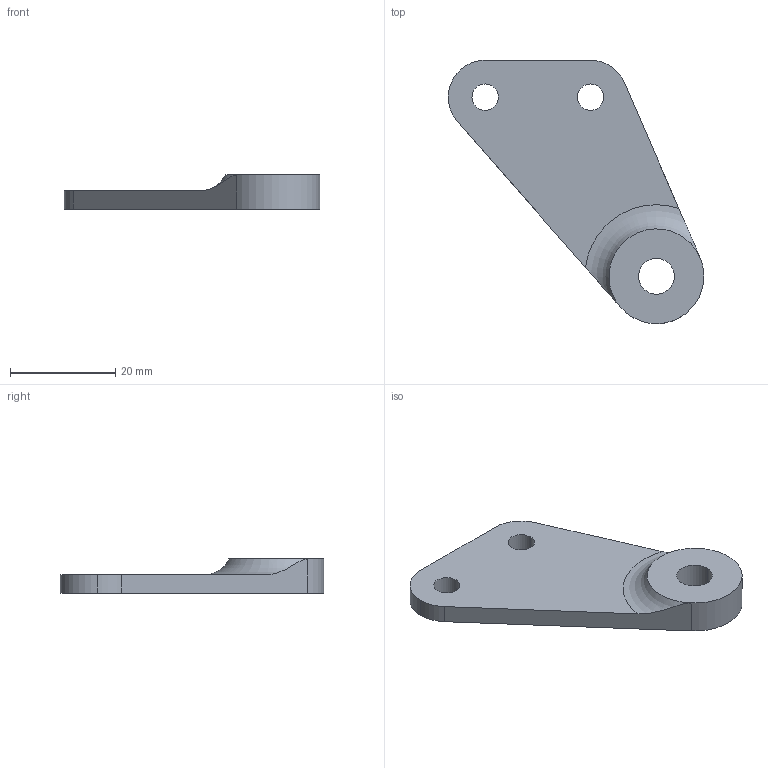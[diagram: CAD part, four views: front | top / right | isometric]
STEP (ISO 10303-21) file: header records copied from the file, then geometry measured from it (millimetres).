
FILE_DESCRIPTION (( 'STEP AP203' ), '1' );
FILE_NAME ('CA-PY-MS00-018-D.STEP', '2019-10-02T09:48:26', ( '' ), ( '' ), 'SwSTEP 2.0', 'SolidWorks 2018', '' );
FILE_SCHEMA (( 'CONFIG_CONTROL_DESIGN' ));
Length unit declared in the file: millimetre
Products named in the file (1): CA-PY-MS00-018-D
Bounding box: 48.47 x 50 x 6.5 mm (x, y, z)
Volume: 5195.9 mm3; surface area: 3457.2 mm2
Topology: 1 solids, 1 shells, 17 faces, 43 edges, 28 vertices
Faces by surface type: cylinder 10, plane 6, torus 1
Entity records: 636 total; most frequent: CARTESIAN_POINT 117, DIRECTION 99, ORIENTED_EDGE 86, EDGE_CURVE 43, AXIS2_PLACEMENT_3D 40, VERTEX_POINT 28, EDGE_LOOP 23, CIRCLE 22
